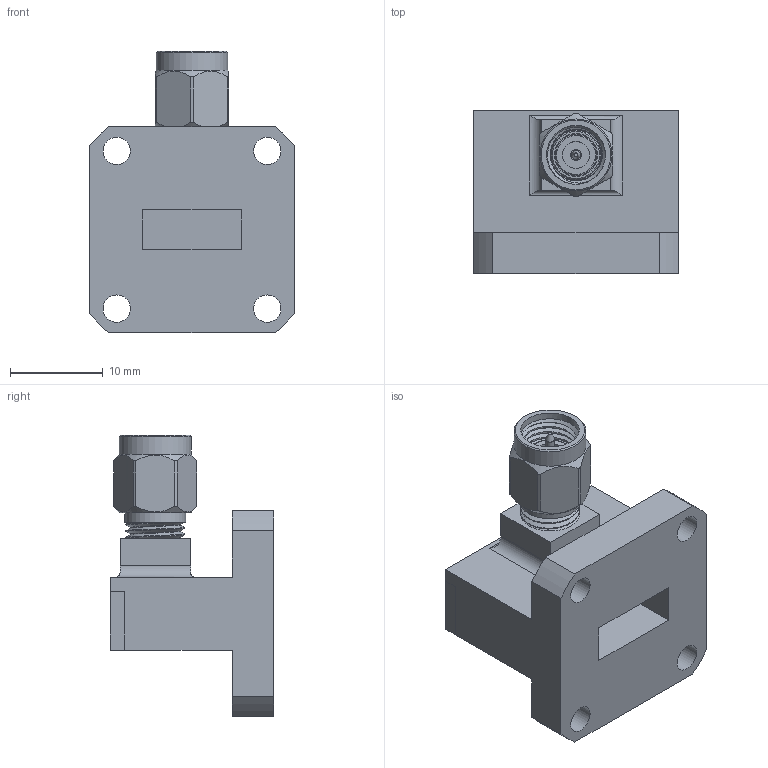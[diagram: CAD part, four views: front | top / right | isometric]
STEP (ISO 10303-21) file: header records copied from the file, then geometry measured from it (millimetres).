
FILE_DESCRIPTION (( 'STEP AP203' ), '1' );
FILE_NAME ('FMWCA9813A_3D.step', '2022-03-14T18:40:40', ( '' ), ( '' ), 'SwSTEP 2.0', 'SolidWorks 2021', '' );
FILE_SCHEMA (( 'CONFIG_CONTROL_DESIGN' ));
Length unit declared in the file: inch
Products named in the file (1): FMWCA9813A_3D
Bounding box: 22.23 x 17.63 x 30.38 mm (x, y, z)
Volume: 4254.6 mm3; surface area: 3987.5 mm2
Topology: 4 solids, 4 shells, 183 faces, 501 edges, 337 vertices
Faces by surface type: plane 81, cylinder 55, cone 32, bspline 15
Full cylindrical faces by diameter (mm): 0.94 x1, 1.194 x1, 2.646 x13, 2.794 x4, 2.92 x1, 2.946 x4, 4.445 x1, 4.623 x1, 5.334 x1, 6.35 x6, 6.604 x1, 7.762 x1
Entity records: 11248 total; most frequent: CARTESIAN_POINT 7474, ORIENTED_EDGE 814, DIRECTION 650, EDGE_CURVE 407, VERTEX_POINT 295, AXIS2_PLACEMENT_3D 252, EDGE_LOOP 222, FACE_OUTER_BOUND 184
